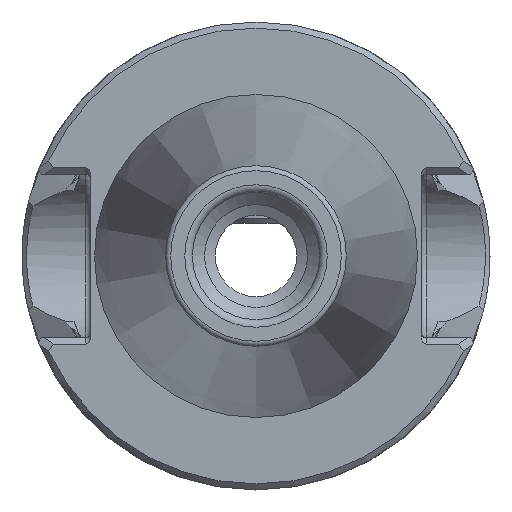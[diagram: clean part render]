
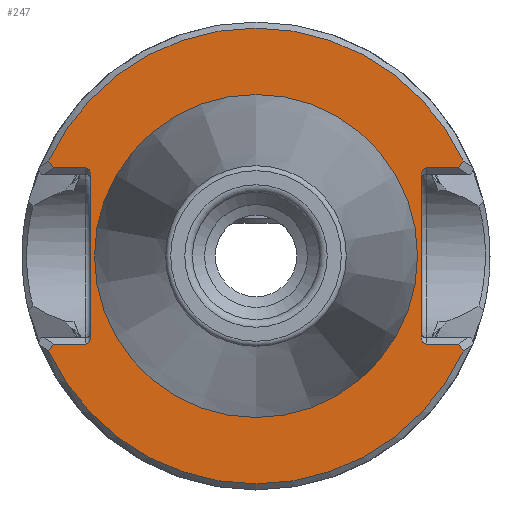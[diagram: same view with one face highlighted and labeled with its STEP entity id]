
A CAD part, left-side view. The second image highlights one B-rep face of the part: STEP entity #247.
In plain terms, the highlighted planar face has unit normal (-1, 0, 0).
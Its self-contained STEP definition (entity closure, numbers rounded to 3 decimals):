
#247 = ADVANCED_FACE( '', ( #550, #551 ), #552, .T. );
#550 = FACE_OUTER_BOUND( '', #943, .T. );
#551 = FACE_BOUND( '', #944, .T. );
#552 = PLANE( '', #945 );
#943 = EDGE_LOOP( '', ( #1591, #1592, #1593, #1594, #1595, #1596, #1597, #1598, #1599, #1600, #1601, #1602, #1603, #1604, #1605, #1606 ) );
#944 = EDGE_LOOP( '', ( #1607 ) );
#945 = AXIS2_PLACEMENT_3D( '', #1608, #1609, #1610 );
#1591 = ORIENTED_EDGE( '', *, *, #2224, .T. );
#1592 = ORIENTED_EDGE( '', *, *, #2186, .T. );
#1593 = ORIENTED_EDGE( '', *, *, #2232, .T. );
#1594 = ORIENTED_EDGE( '', *, *, #1993, .T. );
#1595 = ORIENTED_EDGE( '', *, *, #2202, .T. );
#1596 = ORIENTED_EDGE( '', *, *, #2233, .T. );
#1597 = ORIENTED_EDGE( '', *, *, #2091, .T. );
#1598 = ORIENTED_EDGE( '', *, *, #2048, .T. );
#1599 = ORIENTED_EDGE( '', *, *, #2169, .T. );
#1600 = ORIENTED_EDGE( '', *, *, #2042, .T. );
#1601 = ORIENTED_EDGE( '', *, *, #2179, .T. );
#1602 = ORIENTED_EDGE( '', *, *, #2085, .T. );
#1603 = ORIENTED_EDGE( '', *, *, #2234, .T. );
#1604 = ORIENTED_EDGE( '', *, *, #2235, .T. );
#1605 = ORIENTED_EDGE( '', *, *, #2205, .T. );
#1606 = ORIENTED_EDGE( '', *, *, #2236, .T. );
#1607 = ORIENTED_EDGE( '', *, *, #2192, .F. );
#1608 = CARTESIAN_POINT( '', ( 2., 0., 15.861 ) );
#1609 = DIRECTION( '', ( -1., 0., 0. ) );
#1610 = DIRECTION( '', ( 0., 0., 1. ) );
#1993 = EDGE_CURVE( '', #2336, #2337, #2338, .F. );
#2042 = EDGE_CURVE( '', #2421, #2422, #2423, .T. );
#2048 = EDGE_CURVE( '', #2431, #2429, #2432, .T. );
#2085 = EDGE_CURVE( '', #2491, #2492, #2493, .F. );
#2091 = EDGE_CURVE( '', #2501, #2431, #2502, .T. );
#2169 = EDGE_CURVE( '', #2429, #2421, #2628, .T. );
#2179 = EDGE_CURVE( '', #2422, #2491, #2640, .T. );
#2186 = EDGE_CURVE( '', #2648, #2649, #2650, .T. );
#2192 = EDGE_CURVE( '', #2658, #2658, #2659, .T. );
#2202 = EDGE_CURVE( '', #2337, #2674, #2676, .T. );
#2205 = EDGE_CURVE( '', #2680, #2678, #2681, .T. );
#2224 = EDGE_CURVE( '', #2707, #2648, #2708, .T. );
#2232 = EDGE_CURVE( '', #2649, #2336, #2719, .T. );
#2233 = EDGE_CURVE( '', #2674, #2501, #2720, .F. );
#2234 = EDGE_CURVE( '', #2492, #2721, #2722, .T. );
#2235 = EDGE_CURVE( '', #2721, #2680, #2723, .F. );
#2236 = EDGE_CURVE( '', #2678, #2707, #2724, .T. );
#2336 = VERTEX_POINT( '', #2835 );
#2337 = VERTEX_POINT( '', #2836 );
#2338 = ELLIPSE( '', #2837, 0.707, 0.5 );
#2421 = VERTEX_POINT( '', #3024 );
#2422 = VERTEX_POINT( '', #3025 );
#2423 = B_SPLINE_CURVE_WITH_KNOTS( '', 1, ( #3026, #3027 ), .UNSPECIFIED., .F., .F., ( 2, 2 ), ( 0.179, 1. ), .UNSPECIFIED. );
#2429 = VERTEX_POINT( '', #3041 );
#2431 = VERTEX_POINT( '', #3049 );
#2432 = B_SPLINE_CURVE_WITH_KNOTS( '', 1, ( #3050, #3051 ), .UNSPECIFIED., .F., .F., ( 2, 2 ), ( 0., 0.821 ), .UNSPECIFIED. );
#2491 = VERTEX_POINT( '', #3225 );
#2492 = VERTEX_POINT( '', #3226 );
#2493 = ELLIPSE( '', #3227, 0.707, 0.5 );
#2501 = VERTEX_POINT( '', #3238 );
#2502 = LINE( '', #3239, #3240 );
#2628 = CIRCLE( '', #3530, 22.4 );
#2640 = LINE( '', #3554, #3555 );
#2648 = VERTEX_POINT( '', #3566 );
#2649 = VERTEX_POINT( '', #3567 );
#2650 = B_SPLINE_CURVE_WITH_KNOTS( '', 1, ( #3568, #3569 ), .UNSPECIFIED., .F., .F., ( 2, 2 ), ( 0.179, 1. ), .UNSPECIFIED. );
#2658 = VERTEX_POINT( '', #3586 );
#2659 = CIRCLE( '', #3587, 15.861 );
#2674 = VERTEX_POINT( '', #3607 );
#2676 = LINE( '', #3610, #3611 );
#2678 = VERTEX_POINT( '', #3613 );
#2680 = VERTEX_POINT( '', #3616 );
#2681 = LINE( '', #3617, #3618 );
#2707 = VERTEX_POINT( '', #3730 );
#2708 = CIRCLE( '', #3731, 22.4 );
#2719 = LINE( '', #3761, #3762 );
#2720 = ELLIPSE( '', #3763, 0.707, 0.5 );
#2721 = VERTEX_POINT( '', #3764 );
#2722 = LINE( '', #3765, #3766 );
#2723 = ELLIPSE( '', #3767, 0.707, 0.5 );
#2724 = B_SPLINE_CURVE_WITH_KNOTS( '', 1, ( #3768, #3769 ), .UNSPECIFIED., .F., .F., ( 2, 2 ), ( 0., 0.821 ), .UNSPECIFIED. );
#2835 = CARTESIAN_POINT( '', ( 2., 16.75, 8.65 ) );
#2836 = CARTESIAN_POINT( '', ( 2., 16.25, 7.943 ) );
#2837 = AXIS2_PLACEMENT_3D( '', #3904, #3905, #3906 );
#3024 = CARTESIAN_POINT( '', ( 2., -20.361, -9.337 ) );
#3025 = CARTESIAN_POINT( '', ( 2., -19.923, -8.65 ) );
#3026 = CARTESIAN_POINT( '', ( 2., -20.361, -9.337 ) );
#3027 = CARTESIAN_POINT( '', ( 2., -19.923, -8.65 ) );
#3041 = CARTESIAN_POINT( '', ( 2., 20.361, -9.337 ) );
#3049 = CARTESIAN_POINT( '', ( 2., 19.923, -8.65 ) );
#3050 = CARTESIAN_POINT( '', ( 2., 19.923, -8.65 ) );
#3051 = CARTESIAN_POINT( '', ( 2., 20.361, -9.337 ) );
#3225 = CARTESIAN_POINT( '', ( 2., -16.75, -8.65 ) );
#3226 = CARTESIAN_POINT( '', ( 2., -16.25, -7.943 ) );
#3227 = AXIS2_PLACEMENT_3D( '', #4017, #4018, #4019 );
#3238 = CARTESIAN_POINT( '', ( 2., 16.75, -8.65 ) );
#3239 = CARTESIAN_POINT( '', ( 2., 21.064, -8.65 ) );
#3240 = VECTOR( '', #4026, 1000. );
#3530 = AXIS2_PLACEMENT_3D( '', #4100, #4101, #4102 );
#3554 = CARTESIAN_POINT( '', ( 2., -16.25, -8.65 ) );
#3555 = VECTOR( '', #4113, 1000. );
#3566 = CARTESIAN_POINT( '', ( 2., 20.361, 9.337 ) );
#3567 = CARTESIAN_POINT( '', ( 2., 19.923, 8.65 ) );
#3568 = CARTESIAN_POINT( '', ( 2., 20.361, 9.337 ) );
#3569 = CARTESIAN_POINT( '', ( 2., 19.923, 8.65 ) );
#3586 = CARTESIAN_POINT( '', ( 2., 0., 15.861 ) );
#3587 = AXIS2_PLACEMENT_3D( '', #4120, #4121, #4122 );
#3607 = CARTESIAN_POINT( '', ( 2., 16.25, -7.943 ) );
#3610 = CARTESIAN_POINT( '', ( 2., 16.25, 15.861 ) );
#3611 = VECTOR( '', #4132, 1000. );
#3613 = CARTESIAN_POINT( '', ( 2., -19.923, 8.65 ) );
#3616 = CARTESIAN_POINT( '', ( 2., -16.75, 8.65 ) );
#3617 = CARTESIAN_POINT( '', ( 2., -21.064, 8.65 ) );
#3618 = VECTOR( '', #4133, 1000. );
#3730 = CARTESIAN_POINT( '', ( 2., -20.361, 9.337 ) );
#3731 = AXIS2_PLACEMENT_3D( '', #4151, #4152, #4153 );
#3761 = CARTESIAN_POINT( '', ( 2., 16.25, 8.65 ) );
#3762 = VECTOR( '', #4158, 1000. );
#3763 = AXIS2_PLACEMENT_3D( '', #4159, #4160, #4161 );
#3764 = CARTESIAN_POINT( '', ( 2., -16.25, 7.943 ) );
#3765 = CARTESIAN_POINT( '', ( 2., -16.25, 15.861 ) );
#3766 = VECTOR( '', #4162, 1000. );
#3767 = AXIS2_PLACEMENT_3D( '', #4163, #4164, #4165 );
#3768 = CARTESIAN_POINT( '', ( 2., -19.923, 8.65 ) );
#3769 = CARTESIAN_POINT( '', ( 2., -20.361, 9.337 ) );
#3904 = CARTESIAN_POINT( '', ( 2., 16.75, 7.943 ) );
#3905 = DIRECTION( '', ( -1., 0., 0. ) );
#3906 = DIRECTION( '', ( 0., 0., 1. ) );
#4017 = CARTESIAN_POINT( '', ( 2., -16.75, -7.943 ) );
#4018 = DIRECTION( '', ( -1., 0., 0. ) );
#4019 = DIRECTION( '', ( 0., 0., -1. ) );
#4026 = DIRECTION( '', ( 0., 1., 0. ) );
#4100 = CARTESIAN_POINT( '', ( 2., 0., 0. ) );
#4101 = DIRECTION( '', ( -1., 0., 0. ) );
#4102 = DIRECTION( '', ( 0., 0., 1. ) );
#4113 = DIRECTION( '', ( 0., 1., 0. ) );
#4120 = CARTESIAN_POINT( '', ( 2., 0., 0. ) );
#4121 = DIRECTION( '', ( -1., 0., 0. ) );
#4122 = DIRECTION( '', ( 0., 0., 1. ) );
#4132 = DIRECTION( '', ( 0., 0., -1. ) );
#4133 = DIRECTION( '', ( 0., -1., 0. ) );
#4151 = CARTESIAN_POINT( '', ( 2., 0., 0. ) );
#4152 = DIRECTION( '', ( -1., 0., 0. ) );
#4153 = DIRECTION( '', ( 0., 0., 1. ) );
#4158 = DIRECTION( '', ( 0., -1., 0. ) );
#4159 = CARTESIAN_POINT( '', ( 2., 16.75, -7.943 ) );
#4160 = DIRECTION( '', ( -1., 0., 0. ) );
#4161 = DIRECTION( '', ( 0., 0., 1. ) );
#4162 = DIRECTION( '', ( 0., 0., 1. ) );
#4163 = CARTESIAN_POINT( '', ( 2., -16.75, 7.943 ) );
#4164 = DIRECTION( '', ( -1., 0., 0. ) );
#4165 = DIRECTION( '', ( 0., 0., -1. ) );
